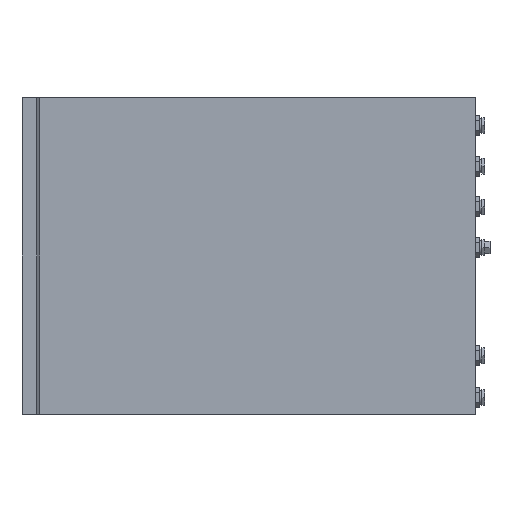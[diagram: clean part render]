
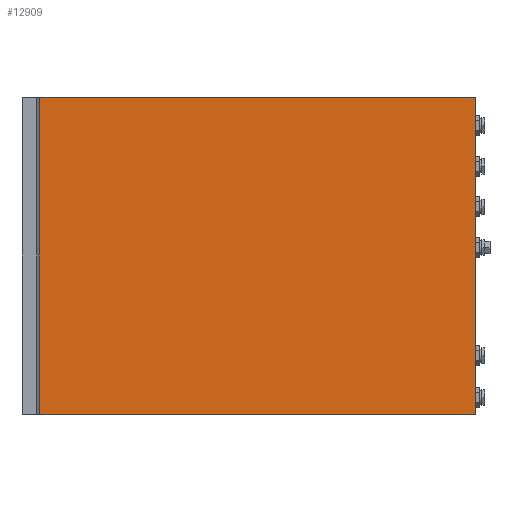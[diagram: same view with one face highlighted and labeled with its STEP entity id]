
A CAD part, left-side view. The second image highlights one B-rep face of the part: STEP entity #12909.
In plain terms, the highlighted planar face has unit normal (-1, 0, 0).
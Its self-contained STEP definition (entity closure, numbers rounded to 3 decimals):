
#1387=FACE_OUTER_BOUND('',#2173,.T.);
#2173=EDGE_LOOP('',(#11693,#11694,#11695,#11696));
#3576=LINE('',#21994,#5002);
#3585=LINE('',#22011,#5011);
#3599=LINE('',#22038,#5025);
#3600=LINE('',#22040,#5026);
#5002=VECTOR('',#16107,10.);
#5011=VECTOR('',#16118,10.);
#5025=VECTOR('',#16144,10.);
#5026=VECTOR('',#16147,10.);
#6223=VERTEX_POINT('',#21992);
#6224=VERTEX_POINT('',#21993);
#6231=VERTEX_POINT('',#22010);
#6238=VERTEX_POINT('',#22036);
#8036=EDGE_CURVE('',#6223,#6224,#3576,.T.);
#8045=EDGE_CURVE('',#6231,#6224,#3585,.T.);
#8059=EDGE_CURVE('',#6223,#6238,#3599,.T.);
#8060=EDGE_CURVE('',#6231,#6238,#3600,.T.);
#11693=ORIENTED_EDGE('',*,*,#8059,.T.);
#11694=ORIENTED_EDGE('',*,*,#8060,.F.);
#11695=ORIENTED_EDGE('',*,*,#8045,.T.);
#11696=ORIENTED_EDGE('',*,*,#8036,.F.);
#12210=PLANE('',#13526);
#12909=ADVANCED_FACE('',(#1387),#12210,.T.);
#13526=AXIS2_PLACEMENT_3D('',#22039,#16145,#16146);
#16107=DIRECTION('',(0.,1.,0.));
#16118=DIRECTION('',(0.,0.,-1.));
#16144=DIRECTION('',(0.,0.,1.));
#16145=DIRECTION('center_axis',(-1.,0.,0.));
#16146=DIRECTION('ref_axis',(0.,-1.,0.));
#16147=DIRECTION('',(0.,-1.,0.));
#21992=CARTESIAN_POINT('',(-5.037,-374.47,-272.5));
#21993=CARTESIAN_POINT('',(-5.037,374.47,-272.5));
#21994=CARTESIAN_POINT('',(-5.037,-374.47,-272.5));
#22010=CARTESIAN_POINT('',(-5.037,374.47,272.5));
#22011=CARTESIAN_POINT('',(-5.037,374.47,0.));
#22036=CARTESIAN_POINT('',(-5.037,-374.47,272.5));
#22038=CARTESIAN_POINT('',(-5.037,-374.47,0.));
#22039=CARTESIAN_POINT('Origin',(-5.037,374.47,0.));
#22040=CARTESIAN_POINT('',(-5.037,-374.47,272.5));
